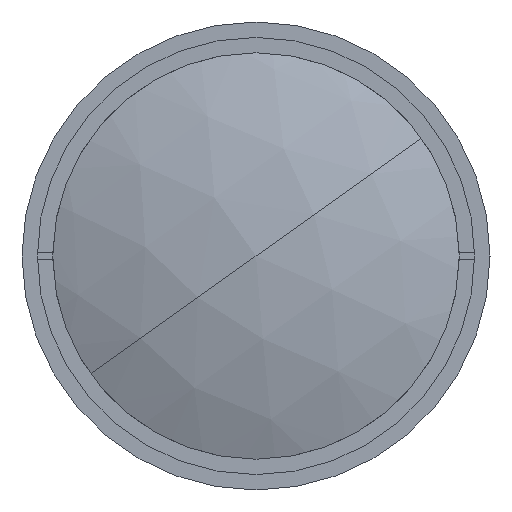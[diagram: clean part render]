
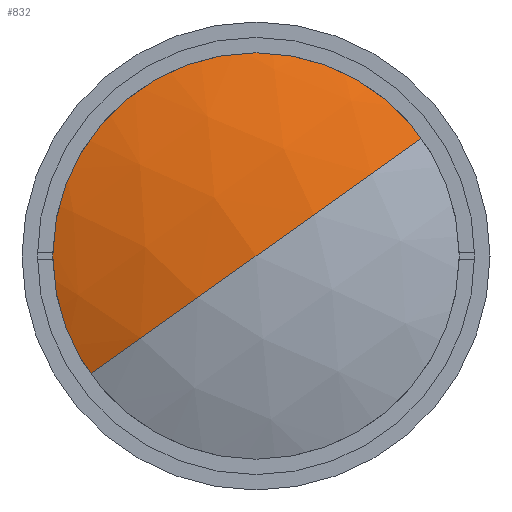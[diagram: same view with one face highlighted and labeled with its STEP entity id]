
A CAD part, left-side view. The second image highlights one B-rep face of the part: STEP entity #832.
In plain terms, the highlighted spherical face has radius 88.646 mm.
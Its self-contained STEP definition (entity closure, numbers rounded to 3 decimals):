
#37 = AXIS2_PLACEMENT_3D ( 'NONE', #3474, #8191, #4507 ) ;
#832 = ADVANCED_FACE ( 'NONE', ( #4117 ), #1937, .T. ) ;
#990 = EDGE_CURVE ( 'NONE', #7115, #5588, #5705, .T. ) ;
#1227 = EDGE_CURVE ( 'NONE', #2653, #5588, #8478, .T. ) ;
#1526 = EDGE_LOOP ( 'NONE', ( #4013, #7959, #5379 ) ) ;
#1711 = CARTESIAN_POINT ( 'NONE',  ( 9.867, 27.691, -19.728 ) ) ;
#1937 = SPHERICAL_SURFACE ( 'NONE', #8837, 88.646 ) ;
#2106 = CIRCLE ( 'NONE', #3121, 34. ) ;
#2225 = AXIS2_PLACEMENT_3D ( 'NONE', #2965, #6037, #6824 ) ;
#2595 = CARTESIAN_POINT ( 'NONE',  ( 3.088, 0., 0. ) ) ;
#2644 = DIRECTION ( 'NONE',  ( -1., 0., 0. ) ) ;
#2653 = VERTEX_POINT ( 'NONE', #1711 ) ;
#2747 = EDGE_CURVE ( 'NONE', #7115, #2653, #2106, .T. ) ;
#2965 = CARTESIAN_POINT ( 'NONE',  ( 91.734, 0., 0. ) ) ;
#3121 = AXIS2_PLACEMENT_3D ( 'NONE', #7079, #2644, #7812 ) ;
#3474 = CARTESIAN_POINT ( 'NONE',  ( 91.734, 0., 0. ) ) ;
#4013 = ORIENTED_EDGE ( 'NONE', *, *, #2747, .T. ) ;
#4117 = FACE_OUTER_BOUND ( 'NONE', #1526, .T. ) ;
#4507 = DIRECTION ( 'NONE',  ( 0., -0.814, 0.58 ) ) ;
#5379 = ORIENTED_EDGE ( 'NONE', *, *, #990, .F. ) ;
#5588 = VERTEX_POINT ( 'NONE', #2595 ) ;
#5705 = CIRCLE ( 'NONE', #2225, 88.646 ) ;
#6037 = DIRECTION ( 'NONE',  ( 0., -0.58, -0.814 ) ) ;
#6370 = DIRECTION ( 'NONE',  ( 0., 0.58, 0.814 ) ) ;
#6824 = DIRECTION ( 'NONE',  ( 0., 0.814, -0.58 ) ) ;
#7079 = CARTESIAN_POINT ( 'NONE',  ( 9.867, 0., 0. ) ) ;
#7115 = VERTEX_POINT ( 'NONE', #9333 ) ;
#7812 = DIRECTION ( 'NONE',  ( 0., 0.58, 0.814 ) ) ;
#7959 = ORIENTED_EDGE ( 'NONE', *, *, #1227, .T. ) ;
#8060 = CARTESIAN_POINT ( 'NONE',  ( 91.734, 0., 0. ) ) ;
#8191 = DIRECTION ( 'NONE',  ( 0., 0.58, 0.814 ) ) ;
#8425 = DIRECTION ( 'NONE',  ( 0., -0.814, 0.58 ) ) ;
#8478 = CIRCLE ( 'NONE', #37, 88.646 ) ;
#8837 = AXIS2_PLACEMENT_3D ( 'NONE', #8060, #6370, #8425 ) ;
#9333 = CARTESIAN_POINT ( 'NONE',  ( 9.867, -27.691, 19.728 ) ) ;
